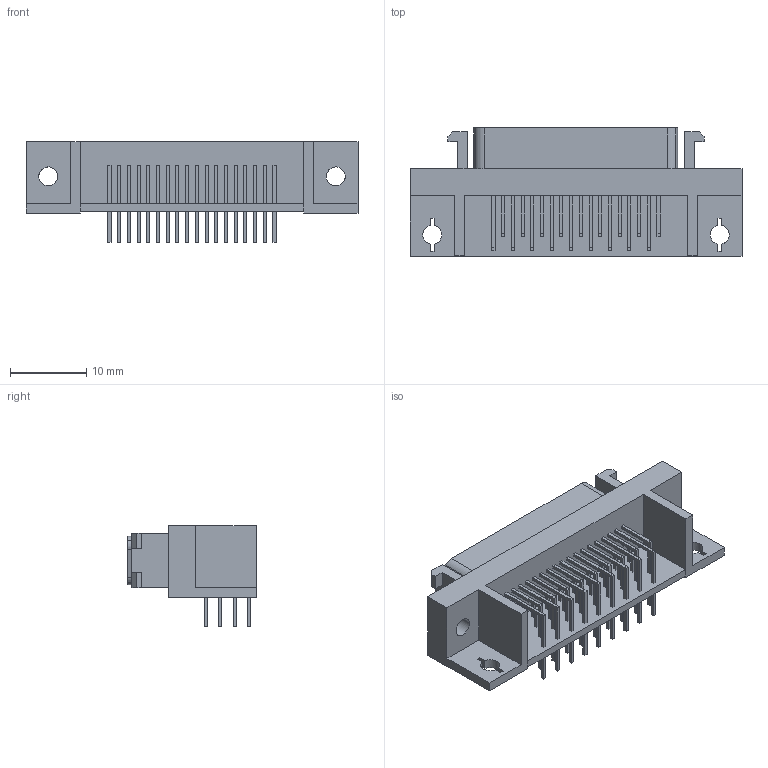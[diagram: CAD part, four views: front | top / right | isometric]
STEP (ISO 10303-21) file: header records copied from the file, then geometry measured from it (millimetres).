
FILE_DESCRIPTION((''),'2;1');
FILE_NAME('3M_10236-5212PC.stp','2009-10-14T11:46:44',(''),(''),'Mechanical Desktop 2006','Mechanical Desktop 2006',', , ');
FILE_SCHEMA(('AUTOMOTIVE_DESIGN { 1 2 10303 214 0 1 1 1 }'));
Length unit declared in the file: millimetre
Products named in the file (1): Product
Bounding box: 43.43 x 16.76 x 13.21 mm (x, y, z)
Volume: 2644.6 mm3; surface area: 5092.3 mm2
Topology: 81 solids, 81 shells, 733 faces, 1710 edges, 1142 vertices
Faces by surface type: plane 701, cylinder 32
Entity records: 20718 total; most frequent: CARTESIAN_POINT 4173, ORIENTED_EDGE 3420, DIRECTION 3041, EDGE_CURVE 1710, VECTOR 1477, LINE 1477, VERTEX_POINT 1142, AXIS2_PLACEMENT_3D 782
